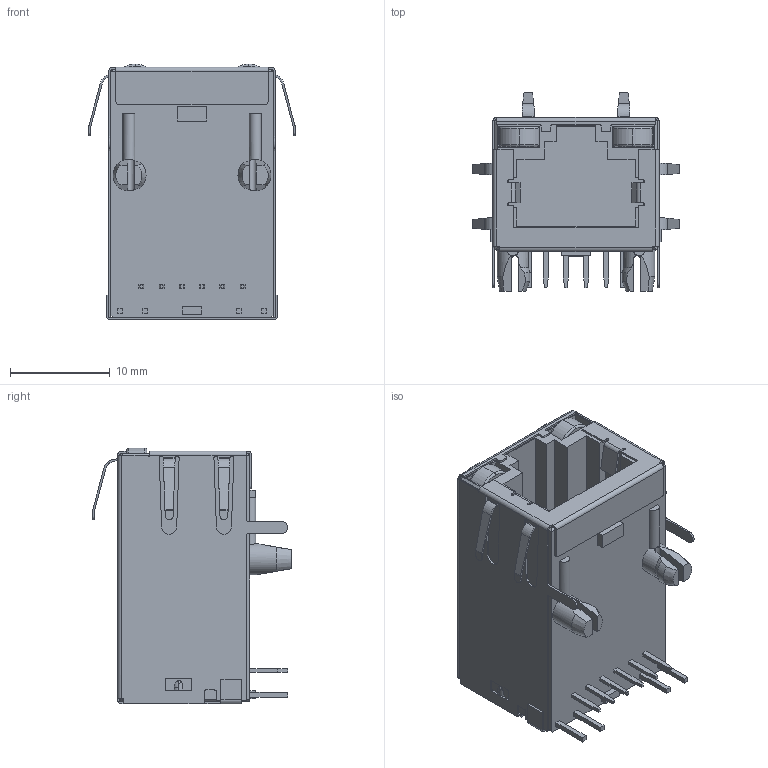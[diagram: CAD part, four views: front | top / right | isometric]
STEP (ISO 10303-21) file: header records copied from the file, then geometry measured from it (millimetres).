
FILE_DESCRIPTION (( 'STEP AP214' ), '1' );
FILE_NAME ('RJMG163217101NR.STEP', '2023-02-21T13:52:36', ( '' ), ( '' ), 'SwSTEP 2.0', 'SolidWorks 2021', '' );
FILE_SCHEMA (( 'AUTOMOTIVE_DESIGN' ));
Length unit declared in the file: millimetre
Products named in the file (4): RJMG163217101NR; Yellow LED 1; Green LED 2; RJMG163xxxxx1xx
Assembly tree (3 placements, depth 2):
  RJMG163217101NR
    RJMG163xxxxx1xx
    Yellow LED 1
    Green LED 2
Bounding box: 20.7 x 19.95 x 25.7 mm (x, y, z)
Volume: 4634.7 mm3; surface area: 5416.9 mm2
Topology: 14 solids, 14 shells, 558 faces, 1419 edges, 884 vertices
Faces by surface type: plane 364, cylinder 172, torus 8, sphere 8, cone 6
Entity records: 16832 total; most frequent: CARTESIAN_POINT 3299, ORIENTED_EDGE 2822, DIRECTION 2683, EDGE_CURVE 1411, LINE 1007, VECTOR 1007, VERTEX_POINT 884, AXIS2_PLACEMENT_3D 838
